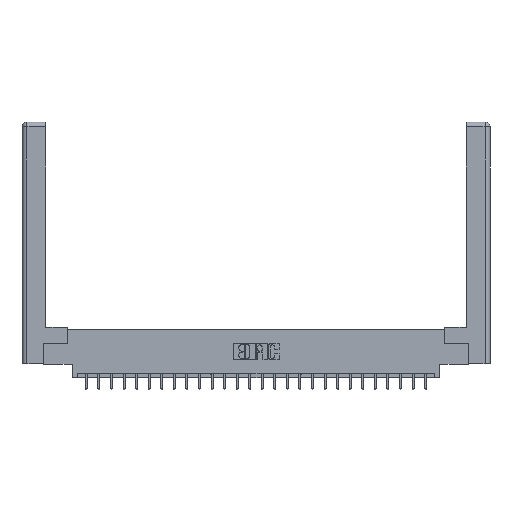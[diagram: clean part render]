
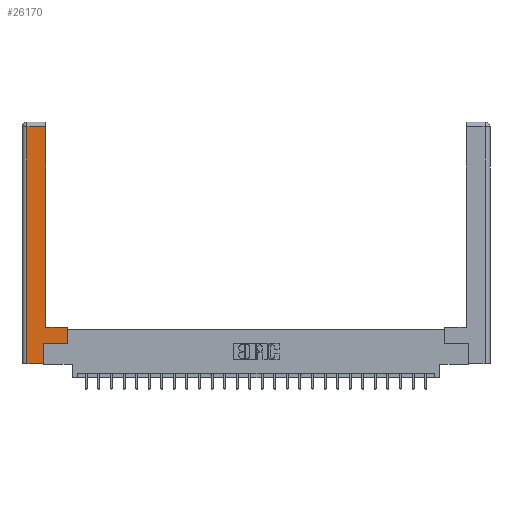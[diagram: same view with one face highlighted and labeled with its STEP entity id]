
A CAD part, top view. The second image highlights one B-rep face of the part: STEP entity #26170.
In plain terms, the highlighted planar face has unit normal (0, 0, 1).
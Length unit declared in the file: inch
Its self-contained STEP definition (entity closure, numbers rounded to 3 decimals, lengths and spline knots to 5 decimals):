
#588 = CARTESIAN_POINT ( 'NONE',  ( 0.0615, 0., 0. ) ) ;
#1010 = EDGE_CURVE ( 'NONE', #23966, #4009, #21446, .T. ) ;
#1162 = FACE_OUTER_BOUND ( 'NONE', #21280, .T. ) ;
#1492 = VERTEX_POINT ( 'NONE', #16999 ) ;
#2405 = EDGE_CURVE ( 'NONE', #4009, #19742, #3399, .T. ) ;
#2515 = CARTESIAN_POINT ( 'NONE',  ( 0.295, 0.45, 0. ) ) ;
#3275 = LINE ( 'NONE', #21804, #24295 ) ;
#3399 = LINE ( 'NONE', #25409, #11685 ) ;
#3416 = EDGE_CURVE ( 'NONE', #17777, #15044, #14154, .T. ) ;
#3891 = ORIENTED_EDGE ( 'NONE', *, *, #15250, .T. ) ;
#4009 = VERTEX_POINT ( 'NONE', #4855 ) ;
#4449 = DIRECTION ( 'NONE',  ( -1., 0., 0. ) ) ;
#4665 = VECTOR ( 'NONE', #19927, 39.37008 ) ;
#4855 = CARTESIAN_POINT ( 'NONE',  ( 0.265, 0., 0. ) ) ;
#5290 = CARTESIAN_POINT ( 'NONE',  ( 0.565, 0.45, 0. ) ) ;
#5330 = LINE ( 'NONE', #588, #6267 ) ;
#6267 = VECTOR ( 'NONE', #22942, 39.37008 ) ;
#6774 = VECTOR ( 'NONE', #7869, 39.37008 ) ;
#7207 = CARTESIAN_POINT ( 'NONE',  ( 0.295, 3., 0. ) ) ;
#7776 = DIRECTION ( 'NONE',  ( -1., 0., 0. ) ) ;
#7869 = DIRECTION ( 'NONE',  ( 1., 0., 0. ) ) ;
#7880 = CARTESIAN_POINT ( 'NONE',  ( 0.265, 0.245, 0. ) ) ;
#8145 = ORIENTED_EDGE ( 'NONE', *, *, #13260, .T. ) ;
#8870 = CARTESIAN_POINT ( 'NONE',  ( 0.565, 0.245, 0. ) ) ;
#9066 = VECTOR ( 'NONE', #21436, 39.37008 ) ;
#9148 = CARTESIAN_POINT ( 'NONE',  ( 0.0615, 0., 0. ) ) ;
#9196 = ORIENTED_EDGE ( 'NONE', *, *, #18723, .T. ) ;
#9561 = ORIENTED_EDGE ( 'NONE', *, *, #18333, .T. ) ;
#9595 = PLANE ( 'NONE',  #11266 ) ;
#10012 = CARTESIAN_POINT ( 'NONE',  ( 0.265, 0., 0. ) ) ;
#11266 = AXIS2_PLACEMENT_3D ( 'NONE', #17411, #23744, #13697 ) ;
#11685 = VECTOR ( 'NONE', #12966, 39.37008 ) ;
#12129 = ORIENTED_EDGE ( 'NONE', *, *, #3416, .T. ) ;
#12966 = DIRECTION ( 'NONE',  ( 0., 1., 0. ) ) ;
#13152 = LINE ( 'NONE', #2515, #21707 ) ;
#13260 = EDGE_CURVE ( 'NONE', #1492, #22617, #18895, .T. ) ;
#13697 = DIRECTION ( 'NONE',  ( -1., 0., 0. ) ) ;
#14154 = LINE ( 'NONE', #5290, #22401 ) ;
#15044 = VERTEX_POINT ( 'NONE', #16022 ) ;
#15250 = EDGE_CURVE ( 'NONE', #15749, #23966, #5330, .T. ) ;
#15302 = ORIENTED_EDGE ( 'NONE', *, *, #16907, .T. ) ;
#15354 = CARTESIAN_POINT ( 'NONE',  ( 0.295, 2.94, 0. ) ) ;
#15749 = VERTEX_POINT ( 'NONE', #20762 ) ;
#16022 = CARTESIAN_POINT ( 'NONE',  ( 0.565, 0.45, 0. ) ) ;
#16890 = ORIENTED_EDGE ( 'NONE', *, *, #2405, .T. ) ;
#16907 = EDGE_CURVE ( 'NONE', #19742, #17777, #21792, .T. ) ;
#16999 = CARTESIAN_POINT ( 'NONE',  ( 0.295, 0.45, 0. ) ) ;
#17411 = CARTESIAN_POINT ( 'NONE',  ( 0., 0., 0. ) ) ;
#17658 = CARTESIAN_POINT ( 'NONE',  ( 0.565, 0.245, 0. ) ) ;
#17777 = VERTEX_POINT ( 'NONE', #8870 ) ;
#18333 = EDGE_CURVE ( 'NONE', #15044, #1492, #13152, .T. ) ;
#18464 = ORIENTED_EDGE ( 'NONE', *, *, #1010, .T. ) ;
#18723 = EDGE_CURVE ( 'NONE', #22617, #15749, #3275, .T. ) ;
#18895 = LINE ( 'NONE', #7207, #9066 ) ;
#19742 = VERTEX_POINT ( 'NONE', #7880 ) ;
#19927 = DIRECTION ( 'NONE',  ( 1., 0., 0. ) ) ;
#20762 = CARTESIAN_POINT ( 'NONE',  ( 0.0615, 2.94, 0. ) ) ;
#21280 = EDGE_LOOP ( 'NONE', ( #8145, #9196, #3891, #18464, #16890, #15302, #12129, #9561 ) ) ;
#21436 = DIRECTION ( 'NONE',  ( 0., 1., 0. ) ) ;
#21446 = LINE ( 'NONE', #10012, #6774 ) ;
#21707 = VECTOR ( 'NONE', #4449, 39.37008 ) ;
#21792 = LINE ( 'NONE', #17658, #4665 ) ;
#21804 = CARTESIAN_POINT ( 'NONE',  ( 0.0615, 2.94, 0. ) ) ;
#22401 = VECTOR ( 'NONE', #25747, 39.37008 ) ;
#22617 = VERTEX_POINT ( 'NONE', #15354 ) ;
#22942 = DIRECTION ( 'NONE',  ( 0., -1., 0. ) ) ;
#23744 = DIRECTION ( 'NONE',  ( 0., 0., -1. ) ) ;
#23966 = VERTEX_POINT ( 'NONE', #9148 ) ;
#24295 = VECTOR ( 'NONE', #7776, 39.37008 ) ;
#25409 = CARTESIAN_POINT ( 'NONE',  ( 0.265, 0.245, 0. ) ) ;
#25747 = DIRECTION ( 'NONE',  ( 0., 1., 0. ) ) ;
#26170 = ADVANCED_FACE ( 'NONE', ( #1162 ), #9595, .F. ) ;
